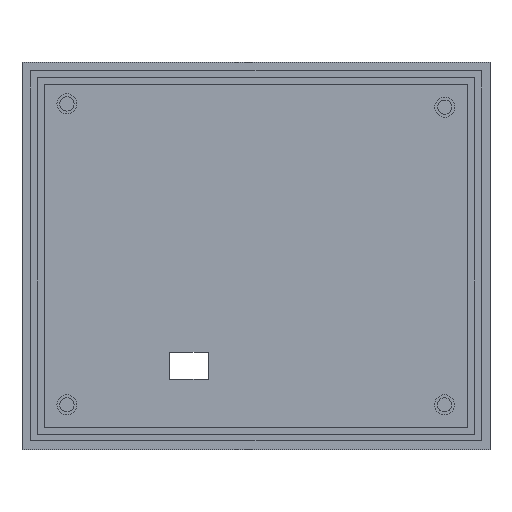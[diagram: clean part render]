
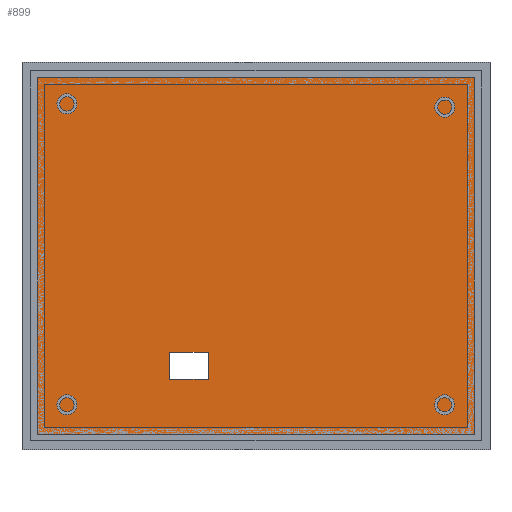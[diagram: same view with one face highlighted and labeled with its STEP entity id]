
A CAD part, top view. The second image highlights one B-rep face of the part: STEP entity #899.
In plain terms, the highlighted planar face has unit normal (0, 0, 1).
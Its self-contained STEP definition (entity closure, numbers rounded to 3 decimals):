
#51=FACE_BOUND('',#132,.T.);
#75=FACE_OUTER_BOUND('',#131,.T.);
#131=EDGE_LOOP('',(#635,#636,#637,#638));
#132=EDGE_LOOP('',(#639,#640,#641,#642));
#197=LINE('',#1297,#301);
#200=LINE('',#1303,#304);
#203=LINE('',#1309,#307);
#206=LINE('',#1313,#310);
#209=LINE('',#1321,#313);
#212=LINE('',#1327,#316);
#215=LINE('',#1333,#319);
#218=LINE('',#1337,#322);
#301=VECTOR('',#1045,10.);
#304=VECTOR('',#1050,10.);
#307=VECTOR('',#1055,10.);
#310=VECTOR('',#1060,10.);
#313=VECTOR('',#1065,10.);
#316=VECTOR('',#1070,10.);
#319=VECTOR('',#1075,10.);
#322=VECTOR('',#1080,10.);
#405=VERTEX_POINT('',#1294);
#406=VERTEX_POINT('',#1296);
#408=VERTEX_POINT('',#1302);
#410=VERTEX_POINT('',#1308);
#413=VERTEX_POINT('',#1318);
#414=VERTEX_POINT('',#1320);
#416=VERTEX_POINT('',#1326);
#418=VERTEX_POINT('',#1332);
#485=EDGE_CURVE('',#406,#405,#197,.T.);
#488=EDGE_CURVE('',#408,#406,#200,.T.);
#491=EDGE_CURVE('',#410,#408,#203,.T.);
#494=EDGE_CURVE('',#405,#410,#206,.T.);
#497=EDGE_CURVE('',#414,#413,#209,.T.);
#500=EDGE_CURVE('',#416,#414,#212,.T.);
#503=EDGE_CURVE('',#418,#416,#215,.T.);
#506=EDGE_CURVE('',#413,#418,#218,.T.);
#635=ORIENTED_EDGE('',*,*,#494,.T.);
#636=ORIENTED_EDGE('',*,*,#491,.T.);
#637=ORIENTED_EDGE('',*,*,#488,.T.);
#638=ORIENTED_EDGE('',*,*,#485,.T.);
#639=ORIENTED_EDGE('',*,*,#506,.T.);
#640=ORIENTED_EDGE('',*,*,#503,.T.);
#641=ORIENTED_EDGE('',*,*,#500,.T.);
#642=ORIENTED_EDGE('',*,*,#497,.T.);
#851=PLANE('',#975);
#899=ADVANCED_FACE('',(#75,#51),#851,.T.);
#975=AXIS2_PLACEMENT_3D('',#1338,#1081,#1082);
#1045=DIRECTION('',(0.,-1.,0.));
#1050=DIRECTION('',(-1.,0.,0.));
#1055=DIRECTION('',(0.,1.,0.));
#1060=DIRECTION('',(1.,0.,0.));
#1065=DIRECTION('',(0.,-1.,0.));
#1070=DIRECTION('',(1.,0.,0.));
#1075=DIRECTION('',(0.,1.,0.));
#1080=DIRECTION('',(-1.,0.,0.));
#1081=DIRECTION('center_axis',(0.,0.,1.));
#1082=DIRECTION('ref_axis',(1.,0.,0.));
#1294=CARTESIAN_POINT('',(-52.5,-43.5,3.));
#1296=CARTESIAN_POINT('',(-52.5,43.5,3.));
#1297=CARTESIAN_POINT('',(-52.5,-43.5,3.));
#1302=CARTESIAN_POINT('',(52.5,43.5,3.));
#1303=CARTESIAN_POINT('',(-52.5,43.5,3.));
#1308=CARTESIAN_POINT('',(52.5,-43.5,3.));
#1309=CARTESIAN_POINT('',(52.5,43.5,3.));
#1313=CARTESIAN_POINT('',(52.5,-43.5,3.));
#1318=CARTESIAN_POINT('',(-10.722,-27.634,3.));
#1320=CARTESIAN_POINT('',(-10.722,-21.534,3.));
#1321=CARTESIAN_POINT('',(-10.722,-21.534,3.));
#1326=CARTESIAN_POINT('',(-19.372,-21.534,3.));
#1327=CARTESIAN_POINT('',(-19.372,-21.534,3.));
#1332=CARTESIAN_POINT('',(-19.372,-27.634,3.));
#1333=CARTESIAN_POINT('',(-19.372,-27.634,3.));
#1337=CARTESIAN_POINT('',(-10.722,-27.634,3.));
#1338=CARTESIAN_POINT('Origin',(0.,0.,3.));
